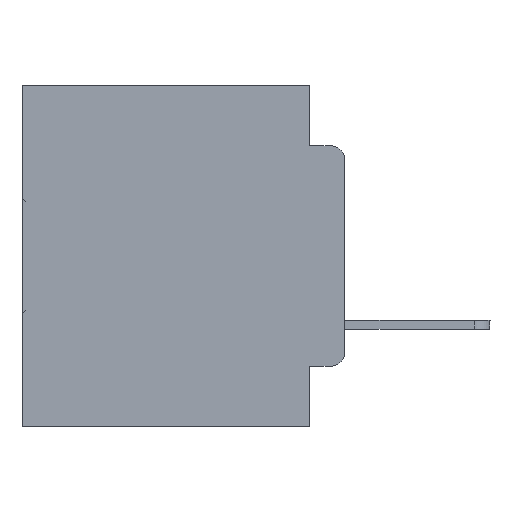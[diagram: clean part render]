
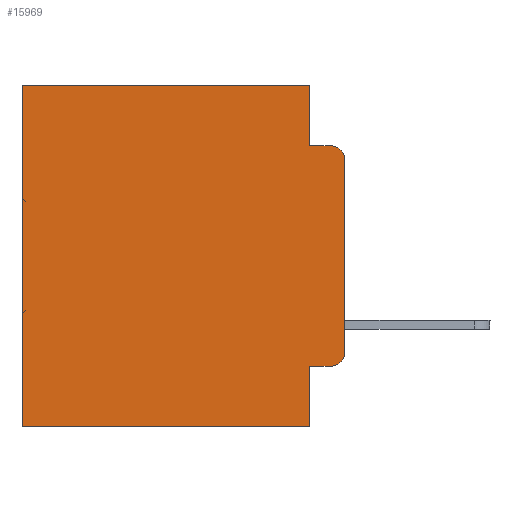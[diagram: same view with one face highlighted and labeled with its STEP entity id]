
A CAD part, left-side view. The second image highlights one B-rep face of the part: STEP entity #15969.
In plain terms, the highlighted planar face has unit normal (-1, 0, 0).
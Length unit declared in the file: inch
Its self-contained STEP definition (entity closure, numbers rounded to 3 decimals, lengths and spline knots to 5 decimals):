
#211 = CIRCLE ( 'NONE', #17751, 0.02 ) ;
#518 = DIRECTION ( 'NONE',  ( 0., 1., 0. ) ) ;
#622 = LINE ( 'NONE', #9942, #27939 ) ;
#1342 = CIRCLE ( 'NONE', #5588, 0.02 ) ;
#1439 = DIRECTION ( 'NONE',  ( 1., 0., 0. ) ) ;
#1943 = LINE ( 'NONE', #29751, #15961 ) ;
#1976 = VERTEX_POINT ( 'NONE', #31305 ) ;
#2234 = LINE ( 'NONE', #19402, #10533 ) ;
#3543 = VERTEX_POINT ( 'NONE', #13333 ) ;
#4099 = PLANE ( 'NONE',  #33978 ) ;
#5042 = CARTESIAN_POINT ( 'NONE',  ( 0.298, 0.051, -0.0885 ) ) ;
#5195 = DIRECTION ( 'NONE',  ( 0., 0., -1. ) ) ;
#5340 = EDGE_CURVE ( 'NONE', #3543, #15214, #2234, .T. ) ;
#5430 = CARTESIAN_POINT ( 'NONE',  ( 0.298, 0., 0. ) ) ;
#5441 = DIRECTION ( 'NONE',  ( 0., 0., -1. ) ) ;
#5588 = AXIS2_PLACEMENT_3D ( 'NONE', #28851, #23776, #15459 ) ;
#5904 = EDGE_LOOP ( 'NONE', ( #32624, #22303, #20718, #20395, #6496, #12346, #6278, #23148, #34154, #9133 ) ) ;
#6269 = EDGE_CURVE ( 'NONE', #25326, #17821, #23956, .T. ) ;
#6278 = ORIENTED_EDGE ( 'NONE', *, *, #5340, .F. ) ;
#6496 = ORIENTED_EDGE ( 'NONE', *, *, #8089, .T. ) ;
#8089 = EDGE_CURVE ( 'NONE', #25326, #17964, #28798, .T. ) ;
#8460 = CARTESIAN_POINT ( 'NONE',  ( 0.298, 0., -0.1085 ) ) ;
#9133 = ORIENTED_EDGE ( 'NONE', *, *, #9480, .T. ) ;
#9342 = VERTEX_POINT ( 'NONE', #33742 ) ;
#9480 = EDGE_CURVE ( 'NONE', #9342, #1976, #211, .T. ) ;
#9942 = CARTESIAN_POINT ( 'NONE',  ( 0.298, 0., 0. ) ) ;
#10084 = DIRECTION ( 'NONE',  ( 0., 0., -1. ) ) ;
#10533 = VECTOR ( 'NONE', #14418, 39.37008 ) ;
#10922 = EDGE_CURVE ( 'NONE', #30142, #27631, #1342, .T. ) ;
#11565 = LINE ( 'NONE', #33070, #12425 ) ;
#11566 = VECTOR ( 'NONE', #10084, 39.37008 ) ;
#11720 = LINE ( 'NONE', #29869, #16201 ) ;
#12346 = ORIENTED_EDGE ( 'NONE', *, *, #14332, .T. ) ;
#12425 = VECTOR ( 'NONE', #33226, 39.37008 ) ;
#13333 = CARTESIAN_POINT ( 'NONE',  ( 0.298, 0.051, -0.5 ) ) ;
#13664 = EDGE_CURVE ( 'NONE', #23071, #9342, #18251, .T. ) ;
#13669 = VECTOR ( 'NONE', #14365, 39.37008 ) ;
#14007 = CARTESIAN_POINT ( 'NONE',  ( 0.298, 0.473, -0.5 ) ) ;
#14332 = EDGE_CURVE ( 'NONE', #17964, #15214, #11565, .T. ) ;
#14365 = DIRECTION ( 'NONE',  ( 0., -1., 0. ) ) ;
#14418 = DIRECTION ( 'NONE',  ( 0., 1., 0. ) ) ;
#15214 = VERTEX_POINT ( 'NONE', #14007 ) ;
#15459 = DIRECTION ( 'NONE',  ( 0., 0., -1. ) ) ;
#15961 = VECTOR ( 'NONE', #19253, 39.37008 ) ;
#15969 = ADVANCED_FACE ( 'NONE', ( #33354 ), #4099, .F. ) ;
#16201 = VECTOR ( 'NONE', #16926, 39.37008 ) ;
#16331 = EDGE_CURVE ( 'NONE', #30142, #1976, #622, .T. ) ;
#16926 = DIRECTION ( 'NONE',  ( 0., -1., 0. ) ) ;
#17247 = CARTESIAN_POINT ( 'NONE',  ( 0.298, 0., 0. ) ) ;
#17691 = CARTESIAN_POINT ( 'NONE',  ( 0.298, 0.051, -0.4115 ) ) ;
#17751 = AXIS2_PLACEMENT_3D ( 'NONE', #23908, #18724, #5441 ) ;
#17821 = VERTEX_POINT ( 'NONE', #5042 ) ;
#17964 = VERTEX_POINT ( 'NONE', #33547 ) ;
#18251 = LINE ( 'NONE', #22227, #13669 ) ;
#18724 = DIRECTION ( 'NONE',  ( -1., 0., 0. ) ) ;
#19253 = DIRECTION ( 'NONE',  ( 0., 0., -1. ) ) ;
#19402 = CARTESIAN_POINT ( 'NONE',  ( 0.298, 0., -0.5 ) ) ;
#19667 = EDGE_CURVE ( 'NONE', #17821, #27631, #11720, .T. ) ;
#20395 = ORIENTED_EDGE ( 'NONE', *, *, #6269, .F. ) ;
#20718 = ORIENTED_EDGE ( 'NONE', *, *, #19667, .F. ) ;
#20873 = DIRECTION ( 'NONE',  ( 0., 0., -1. ) ) ;
#22227 = CARTESIAN_POINT ( 'NONE',  ( 0.298, 0.051, -0.4115 ) ) ;
#22303 = ORIENTED_EDGE ( 'NONE', *, *, #10922, .T. ) ;
#23071 = VERTEX_POINT ( 'NONE', #17691 ) ;
#23148 = ORIENTED_EDGE ( 'NONE', *, *, #23659, .F. ) ;
#23659 = EDGE_CURVE ( 'NONE', #23071, #3543, #1943, .T. ) ;
#23776 = DIRECTION ( 'NONE',  ( -1., 0., 0. ) ) ;
#23828 = VECTOR ( 'NONE', #518, 39.37008 ) ;
#23908 = CARTESIAN_POINT ( 'NONE',  ( 0.298, 0.02, -0.3915 ) ) ;
#23956 = LINE ( 'NONE', #31187, #11566 ) ;
#25326 = VERTEX_POINT ( 'NONE', #33482 ) ;
#27631 = VERTEX_POINT ( 'NONE', #31510 ) ;
#27939 = VECTOR ( 'NONE', #5195, 39.37008 ) ;
#28798 = LINE ( 'NONE', #5430, #23828 ) ;
#28851 = CARTESIAN_POINT ( 'NONE',  ( 0.298, 0.02, -0.1085 ) ) ;
#29751 = CARTESIAN_POINT ( 'NONE',  ( 0.298, 0.051, 0. ) ) ;
#29869 = CARTESIAN_POINT ( 'NONE',  ( 0.298, 0.051, -0.0885 ) ) ;
#30142 = VERTEX_POINT ( 'NONE', #8460 ) ;
#31187 = CARTESIAN_POINT ( 'NONE',  ( 0.298, 0.051, 0. ) ) ;
#31305 = CARTESIAN_POINT ( 'NONE',  ( 0.298, 0., -0.3915 ) ) ;
#31510 = CARTESIAN_POINT ( 'NONE',  ( 0.298, 0.02, -0.0885 ) ) ;
#32624 = ORIENTED_EDGE ( 'NONE', *, *, #16331, .F. ) ;
#33070 = CARTESIAN_POINT ( 'NONE',  ( 0.298, 0.473, 0. ) ) ;
#33226 = DIRECTION ( 'NONE',  ( 0., 0., -1. ) ) ;
#33354 = FACE_OUTER_BOUND ( 'NONE', #5904, .T. ) ;
#33482 = CARTESIAN_POINT ( 'NONE',  ( 0.298, 0.051, 0. ) ) ;
#33547 = CARTESIAN_POINT ( 'NONE',  ( 0.298, 0.473, 0. ) ) ;
#33742 = CARTESIAN_POINT ( 'NONE',  ( 0.298, 0.02, -0.4115 ) ) ;
#33978 = AXIS2_PLACEMENT_3D ( 'NONE', #17247, #1439, #20873 ) ;
#34154 = ORIENTED_EDGE ( 'NONE', *, *, #13664, .T. ) ;
